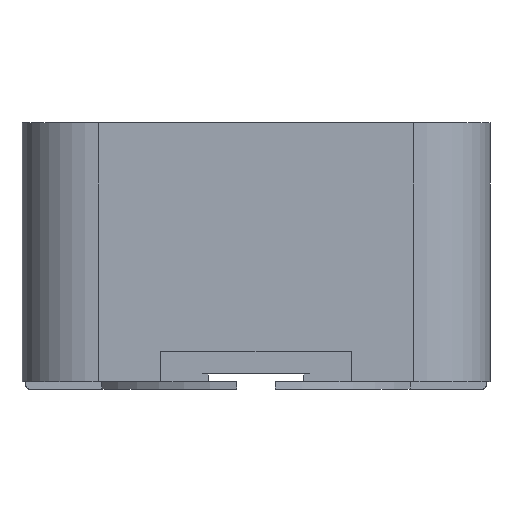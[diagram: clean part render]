
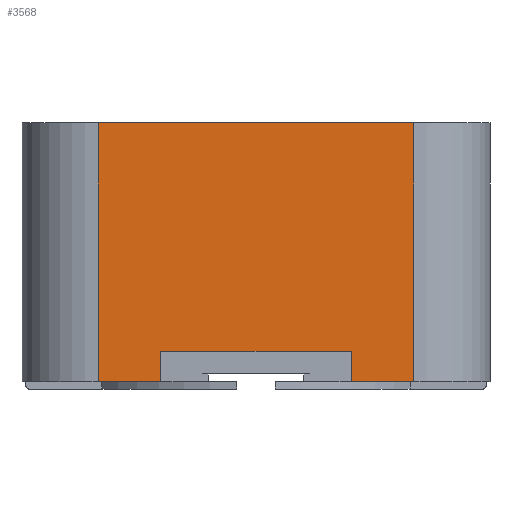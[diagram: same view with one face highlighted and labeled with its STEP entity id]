
A CAD part, left-side view. The second image highlights one B-rep face of the part: STEP entity #3568.
In plain terms, the highlighted planar face has unit normal (-1, 0, 0).
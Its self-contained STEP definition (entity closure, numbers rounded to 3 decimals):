
#357 = LINE ( 'NONE', #3112, #1709 ) ;
#378 = VECTOR ( 'NONE', #1735, 1000. ) ;
#388 = VERTEX_POINT ( 'NONE', #2021 ) ;
#414 = CARTESIAN_POINT ( 'NONE',  ( -6.15, 4.15, 0. ) ) ;
#464 = EDGE_CURVE ( 'NONE', #3716, #1651, #822, .T. ) ;
#529 = CARTESIAN_POINT ( 'NONE',  ( -6.15, -4.15, 6.8 ) ) ;
#567 = CARTESIAN_POINT ( 'NONE',  ( -6.15, -2.5, 0. ) ) ;
#724 = DIRECTION ( 'NONE',  ( 0., 0., 1. ) ) ;
#790 = DIRECTION ( 'NONE',  ( 0., -1., 0. ) ) ;
#822 = LINE ( 'NONE', #414, #4347 ) ;
#908 = LINE ( 'NONE', #3260, #2691 ) ;
#1038 = EDGE_CURVE ( 'NONE', #4285, #388, #4722, .T. ) ;
#1064 = ORIENTED_EDGE ( 'NONE', *, *, #464, .T. ) ;
#1164 = VERTEX_POINT ( 'NONE', #2184 ) ;
#1273 = EDGE_CURVE ( 'NONE', #1651, #4285, #908, .T. ) ;
#1409 = FACE_OUTER_BOUND ( 'NONE', #4060, .T. ) ;
#1484 = ORIENTED_EDGE ( 'NONE', *, *, #5082, .T. ) ;
#1595 = DIRECTION ( 'NONE',  ( 0., 0., -1. ) ) ;
#1651 = VERTEX_POINT ( 'NONE', #4657 ) ;
#1666 = DIRECTION ( 'NONE',  ( 0., -1., 0. ) ) ;
#1709 = VECTOR ( 'NONE', #1595, 1000. ) ;
#1735 = DIRECTION ( 'NONE',  ( 0., 0., 1. ) ) ;
#1827 = LINE ( 'NONE', #567, #378 ) ;
#1899 = VERTEX_POINT ( 'NONE', #5052 ) ;
#1903 = CARTESIAN_POINT ( 'NONE',  ( -6.15, 2.5, 0.8 ) ) ;
#2021 = CARTESIAN_POINT ( 'NONE',  ( -6.15, -2.5, 0.8 ) ) ;
#2058 = AXIS2_PLACEMENT_3D ( 'NONE', #2759, #4744, #4344 ) ;
#2060 = LINE ( 'NONE', #3650, #5146 ) ;
#2184 = CARTESIAN_POINT ( 'NONE',  ( -6.15, 4.15, 6.8 ) ) ;
#2313 = PLANE ( 'NONE',  #2058 ) ;
#2329 = EDGE_CURVE ( 'NONE', #1164, #3376, #2803, .T. ) ;
#2344 = CARTESIAN_POINT ( 'NONE',  ( -6.15, -2.5, 0. ) ) ;
#2530 = ORIENTED_EDGE ( 'NONE', *, *, #1038, .T. ) ;
#2691 = VECTOR ( 'NONE', #724, 1000. ) ;
#2707 = EDGE_CURVE ( 'NONE', #4663, #388, #1827, .T. ) ;
#2759 = CARTESIAN_POINT ( 'NONE',  ( -6.15, 6.15, 0. ) ) ;
#2803 = LINE ( 'NONE', #4391, #4140 ) ;
#3005 = ORIENTED_EDGE ( 'NONE', *, *, #1273, .T. ) ;
#3112 = CARTESIAN_POINT ( 'NONE',  ( -6.15, 4.15, 6.8 ) ) ;
#3260 = CARTESIAN_POINT ( 'NONE',  ( -6.15, 2.5, 0. ) ) ;
#3333 = DIRECTION ( 'NONE',  ( 0., -1., 0. ) ) ;
#3338 = ORIENTED_EDGE ( 'NONE', *, *, #2707, .F. ) ;
#3340 = EDGE_CURVE ( 'NONE', #4663, #1899, #2060, .T. ) ;
#3376 = VERTEX_POINT ( 'NONE', #529 ) ;
#3379 = VECTOR ( 'NONE', #5109, 1000. ) ;
#3424 = LINE ( 'NONE', #4235, #3379 ) ;
#3447 = ORIENTED_EDGE ( 'NONE', *, *, #3340, .T. ) ;
#3542 = EDGE_CURVE ( 'NONE', #3376, #1899, #3424, .T. ) ;
#3568 = ADVANCED_FACE ( 'NONE', ( #1409 ), #2313, .T. ) ;
#3617 = CARTESIAN_POINT ( 'NONE',  ( -6.15, 2.5, 0.8 ) ) ;
#3650 = CARTESIAN_POINT ( 'NONE',  ( -6.15, -2.5, 0. ) ) ;
#3716 = VERTEX_POINT ( 'NONE', #3776 ) ;
#3772 = ORIENTED_EDGE ( 'NONE', *, *, #3542, .F. ) ;
#3776 = CARTESIAN_POINT ( 'NONE',  ( -6.15, 4.15, 0. ) ) ;
#4060 = EDGE_LOOP ( 'NONE', ( #3338, #3447, #3772, #4647, #1484, #1064, #3005, #2530 ) ) ;
#4140 = VECTOR ( 'NONE', #3333, 1000. ) ;
#4235 = CARTESIAN_POINT ( 'NONE',  ( -6.15, -4.15, 6.8 ) ) ;
#4284 = VECTOR ( 'NONE', #4669, 1000. ) ;
#4285 = VERTEX_POINT ( 'NONE', #3617 ) ;
#4344 = DIRECTION ( 'NONE',  ( 0., 0., 1. ) ) ;
#4347 = VECTOR ( 'NONE', #790, 1000. ) ;
#4391 = CARTESIAN_POINT ( 'NONE',  ( -6.15, 4.15, 6.8 ) ) ;
#4647 = ORIENTED_EDGE ( 'NONE', *, *, #2329, .F. ) ;
#4657 = CARTESIAN_POINT ( 'NONE',  ( -6.15, 2.5, 0. ) ) ;
#4663 = VERTEX_POINT ( 'NONE', #2344 ) ;
#4669 = DIRECTION ( 'NONE',  ( 0., -1., 0. ) ) ;
#4722 = LINE ( 'NONE', #1903, #4284 ) ;
#4744 = DIRECTION ( 'NONE',  ( -1., 0., 0. ) ) ;
#5052 = CARTESIAN_POINT ( 'NONE',  ( -6.15, -4.15, 0. ) ) ;
#5082 = EDGE_CURVE ( 'NONE', #1164, #3716, #357, .T. ) ;
#5109 = DIRECTION ( 'NONE',  ( 0., 0., -1. ) ) ;
#5146 = VECTOR ( 'NONE', #1666, 1000. ) ;
